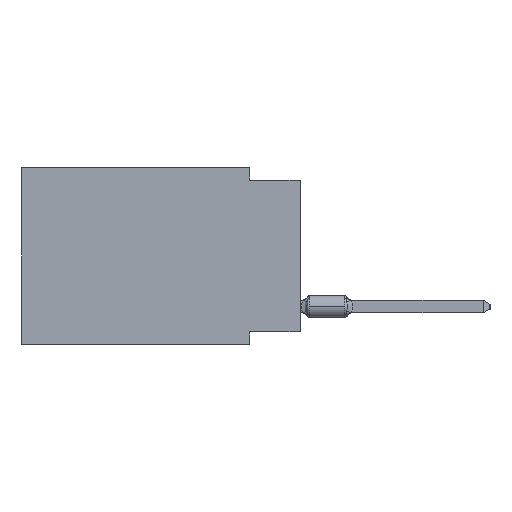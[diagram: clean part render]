
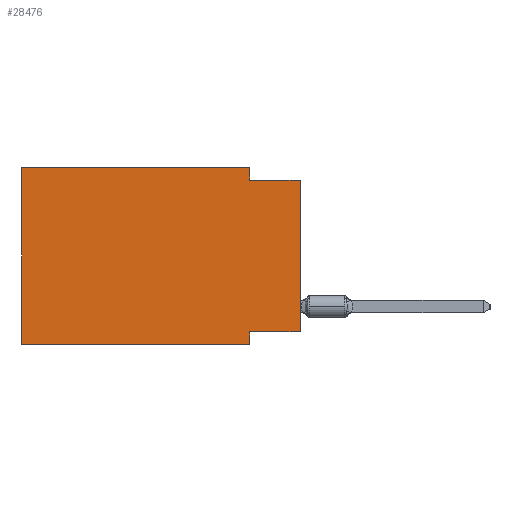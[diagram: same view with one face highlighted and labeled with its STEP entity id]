
A CAD part, left-side view. The second image highlights one B-rep face of the part: STEP entity #28476.
In plain terms, the highlighted planar face has unit normal (-1, 0, 0).
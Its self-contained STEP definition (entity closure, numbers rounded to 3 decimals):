
#4605 = EDGE_CURVE ( 'NONE', #81686, #15958, #60535, .T. ) ;
#5252 = CARTESIAN_POINT ( 'NONE',  ( 0., 13.97, -8.89 ) ) ;
#5476 = DIRECTION ( 'NONE',  ( 0., 0., -1. ) ) ;
#6487 = CARTESIAN_POINT ( 'NONE',  ( 0., 13.97, 0. ) ) ;
#7498 = ORIENTED_EDGE ( 'NONE', *, *, #4605, .F. ) ;
#9127 = CARTESIAN_POINT ( 'NONE',  ( 0., 2.54, 0. ) ) ;
#9162 = ORIENTED_EDGE ( 'NONE', *, *, #85975, .F. ) ;
#10479 = VECTOR ( 'NONE', #21553, 1000. ) ;
#10659 = LINE ( 'NONE', #5252, #77573 ) ;
#13419 = ORIENTED_EDGE ( 'NONE', *, *, #73694, .T. ) ;
#14354 = LINE ( 'NONE', #28599, #10479 ) ;
#15958 = VERTEX_POINT ( 'NONE', #9127 ) ;
#17378 = VECTOR ( 'NONE', #5476, 1000. ) ;
#17503 = ORIENTED_EDGE ( 'NONE', *, *, #62439, .F. ) ;
#18970 = CARTESIAN_POINT ( 'NONE',  ( 0., 2.54, 0. ) ) ;
#20434 = DIRECTION ( 'NONE',  ( 1., 0., 0. ) ) ;
#21116 = CARTESIAN_POINT ( 'NONE',  ( 0., 13.97, -8.89 ) ) ;
#21400 = VERTEX_POINT ( 'NONE', #24479 ) ;
#21553 = DIRECTION ( 'NONE',  ( 0., 0., 1. ) ) ;
#22041 = EDGE_CURVE ( 'NONE', #70352, #81686, #61710, .T. ) ;
#23182 = ORIENTED_EDGE ( 'NONE', *, *, #22041, .F. ) ;
#24223 = CARTESIAN_POINT ( 'NONE',  ( 0., 2.54, -8.255 ) ) ;
#24479 = CARTESIAN_POINT ( 'NONE',  ( 0., 2.54, -8.89 ) ) ;
#25084 = EDGE_CURVE ( 'NONE', #66433, #47217, #14354, .T. ) ;
#26448 = CARTESIAN_POINT ( 'NONE',  ( 0., 0., -8.255 ) ) ;
#28476 = ADVANCED_FACE ( 'NONE', ( #41998 ), #76658, .F. ) ;
#28599 = CARTESIAN_POINT ( 'NONE',  ( 0., 0., 0. ) ) ;
#29787 = VECTOR ( 'NONE', #46417, 1000. ) ;
#31088 = CARTESIAN_POINT ( 'NONE',  ( 0., 0., -0.635 ) ) ;
#31397 = LINE ( 'NONE', #44017, #40521 ) ;
#32652 = CARTESIAN_POINT ( 'NONE',  ( 0., 0., -0.635 ) ) ;
#36721 = AXIS2_PLACEMENT_3D ( 'NONE', #6487, #20434, #47874 ) ;
#37979 = ORIENTED_EDGE ( 'NONE', *, *, #42159, .F. ) ;
#40521 = VECTOR ( 'NONE', #71468, 1000. ) ;
#41998 = FACE_OUTER_BOUND ( 'NONE', #65350, .T. ) ;
#42159 = EDGE_CURVE ( 'NONE', #70528, #47217, #68651, .T. ) ;
#42791 = VECTOR ( 'NONE', #73590, 1000. ) ;
#44017 = CARTESIAN_POINT ( 'NONE',  ( 0., 2.54, -8.89 ) ) ;
#46417 = DIRECTION ( 'NONE',  ( 0., 0., 1. ) ) ;
#47217 = VERTEX_POINT ( 'NONE', #31088 ) ;
#47799 = ORIENTED_EDGE ( 'NONE', *, *, #25084, .T. ) ;
#47874 = DIRECTION ( 'NONE',  ( 0., 0., -1. ) ) ;
#47938 = DIRECTION ( 'NONE',  ( 0., -1., 0. ) ) ;
#53402 = DIRECTION ( 'NONE',  ( 0., -1., 0. ) ) ;
#57524 = ORIENTED_EDGE ( 'NONE', *, *, #86176, .F. ) ;
#60535 = LINE ( 'NONE', #74031, #42791 ) ;
#61556 = LINE ( 'NONE', #26448, #67914 ) ;
#61710 = LINE ( 'NONE', #74314, #29787 ) ;
#62273 = CARTESIAN_POINT ( 'NONE',  ( 0., 0., -8.255 ) ) ;
#62439 = EDGE_CURVE ( 'NONE', #15958, #70528, #73861, .T. ) ;
#64281 = CARTESIAN_POINT ( 'NONE',  ( 0., 2.54, -0.635 ) ) ;
#65350 = EDGE_LOOP ( 'NONE', ( #47799, #37979, #17503, #7498, #23182, #13419, #9162, #57524 ) ) ;
#66433 = VERTEX_POINT ( 'NONE', #62273 ) ;
#67914 = VECTOR ( 'NONE', #75054, 1000. ) ;
#68651 = LINE ( 'NONE', #32652, #87124 ) ;
#70352 = VERTEX_POINT ( 'NONE', #21116 ) ;
#70528 = VERTEX_POINT ( 'NONE', #64281 ) ;
#71468 = DIRECTION ( 'NONE',  ( 0., 0., -1. ) ) ;
#73590 = DIRECTION ( 'NONE',  ( 0., -1., 0. ) ) ;
#73694 = EDGE_CURVE ( 'NONE', #70352, #21400, #10659, .T. ) ;
#73861 = LINE ( 'NONE', #18970, #17378 ) ;
#74031 = CARTESIAN_POINT ( 'NONE',  ( 0., 13.97, 0. ) ) ;
#74314 = CARTESIAN_POINT ( 'NONE',  ( 0., 13.97, 0. ) ) ;
#75054 = DIRECTION ( 'NONE',  ( 0., 1., 0. ) ) ;
#76658 = PLANE ( 'NONE',  #36721 ) ;
#77573 = VECTOR ( 'NONE', #53402, 1000. ) ;
#79403 = VERTEX_POINT ( 'NONE', #24223 ) ;
#80754 = CARTESIAN_POINT ( 'NONE',  ( 0., 13.97, 0. ) ) ;
#81686 = VERTEX_POINT ( 'NONE', #80754 ) ;
#85975 = EDGE_CURVE ( 'NONE', #79403, #21400, #31397, .T. ) ;
#86176 = EDGE_CURVE ( 'NONE', #66433, #79403, #61556, .T. ) ;
#87124 = VECTOR ( 'NONE', #47938, 1000. ) ;
